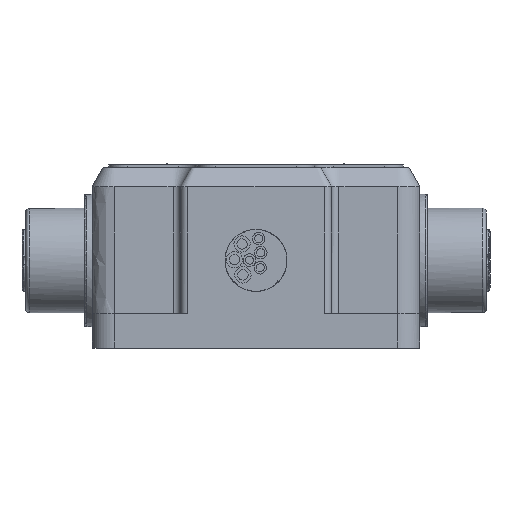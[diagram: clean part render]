
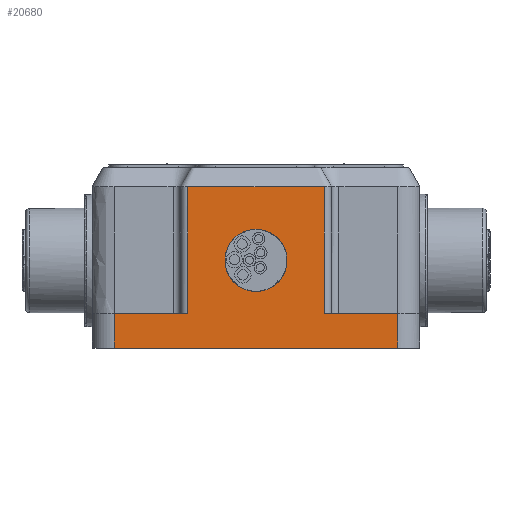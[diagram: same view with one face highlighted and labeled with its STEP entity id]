
A CAD part, front view. The second image highlights one B-rep face of the part: STEP entity #20680.
In plain terms, the highlighted free-form (B-spline) face has degree [1, 1] with [2, 2] control points.
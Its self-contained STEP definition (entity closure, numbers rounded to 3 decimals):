
#20567=CARTESIAN_POINT('',(4.2,0.,11.9));
#20568=VERTEX_POINT('',#20567);
#20569=CARTESIAN_POINT('',(0.,0.,16.1));
#20570=VERTEX_POINT('',#20569);
#20571=CARTESIAN_POINT('',(4.2,0.,11.9));
#20572=CARTESIAN_POINT('',(4.2,0.,16.1));
#20573=CARTESIAN_POINT('',(0.,0.,16.1));
#20574=(BOUNDED_CURVE()B_SPLINE_CURVE(2,(#20571,#20572,#20573),.CIRCULAR_ARC.,.F.,.U.)B_SPLINE_CURVE_WITH_KNOTS((3,3),(0.75,1.),.UNSPECIFIED.)CURVE()GEOMETRIC_REPRESENTATION_ITEM()RATIONAL_B_SPLINE_CURVE((1.,0.707,1.))REPRESENTATION_ITEM(''));
#20575=EDGE_CURVE('',#20568,#20570,#20574,.T.);
#20586=CARTESIAN_POINT('',(0.,0.,16.1));
#20587=CARTESIAN_POINT('',(-4.2,0.,16.1));
#20588=CARTESIAN_POINT('',(-4.2,0.,11.9));
#20589=CARTESIAN_POINT('',(-4.2,0.,7.7));
#20590=CARTESIAN_POINT('',(0.,0.,7.7));
#20591=CARTESIAN_POINT('',(4.2,0.,7.7));
#20592=CARTESIAN_POINT('',(4.2,0.,11.9));
#20593=CARTESIAN_POINT('',(4.2,0.,11.9));
#20594=CARTESIAN_POINT('',(4.2,0.,11.9));
#20595=(BOUNDED_CURVE()B_SPLINE_CURVE(2,(#20586,#20587,#20588,#20589,#20590,#20591,#20592,#20593,#20594),.CIRCULAR_ARC.,.F.,.U.)B_SPLINE_CURVE_WITH_KNOTS((3,2,2,2,3),(0.,0.25,0.5,0.75,0.75),.UNSPECIFIED.)CURVE()GEOMETRIC_REPRESENTATION_ITEM()RATIONAL_B_SPLINE_CURVE((1.,0.707,1.,0.707,1.,0.707,1.,1.,1.))REPRESENTATION_ITEM(''));
#20596=EDGE_CURVE('',#20570,#20568,#20595,.T.);
#20601=CARTESIAN_POINT('',(22.147,0.,-11.196));
#20602=CARTESIAN_POINT('',(-22.147,0.,-11.196));
#20603=CARTESIAN_POINT('',(22.147,0.,33.099));
#20604=CARTESIAN_POINT('',(-22.147,0.,33.099));
#20605=B_SPLINE_SURFACE_WITH_KNOTS('',1,1,((#20601,#20602),(#20603,#20604)),.PLANE_SURF.,.F.,.F.,.U.,(2,2),(2,2),(0.,1.),(0.,1.),.UNSPECIFIED.);
#20606=CARTESIAN_POINT('',(9.251,0.,21.9));
#20607=VERTEX_POINT('',#20606);
#20608=CARTESIAN_POINT('',(-9.25,0.,21.9));
#20609=VERTEX_POINT('',#20608);
#20610=CARTESIAN_POINT('',(9.251,0.,21.9));
#20611=CARTESIAN_POINT('',(6.168,0.,21.9));
#20612=CARTESIAN_POINT('',(1.542,0.,21.9));
#20613=CARTESIAN_POINT('',(-3.083,0.,21.9));
#20614=CARTESIAN_POINT('',(-5.396,0.,21.9));
#20615=CARTESIAN_POINT('',(-6.166,0.,21.9));
#20616=CARTESIAN_POINT('',(-7.323,0.,21.9));
#20617=CARTESIAN_POINT('',(-7.708,0.,21.9));
#20618=CARTESIAN_POINT('',(-8.286,0.,21.9));
#20619=CARTESIAN_POINT('',(-8.575,0.,21.9));
#20620=CARTESIAN_POINT('',(-8.865,0.,21.9));
#20621=CARTESIAN_POINT('',(-9.057,0.,21.9));
#20622=CARTESIAN_POINT('',(-9.154,0.,21.902));
#20623=CARTESIAN_POINT('',(-9.25,0.,21.899));
#20624=B_SPLINE_CURVE_WITH_KNOTS('',3,(#20610,#20611,#20612,#20613,#20614,#20615,#20616,#20617,#20618,#20619,#20620,#20621,#20622,#20623),.UNSPECIFIED.,.F.,.U.,(4,1,2,2,2,1,2,4),(0.,0.009,0.014,0.016,0.017,0.018,0.018,0.019),.UNSPECIFIED.);
#20625=EDGE_CURVE('',#20607,#20609,#20624,.T.);
#20626=ORIENTED_EDGE('',*,*,#20625,.T.);
#20627=CARTESIAN_POINT('',(-9.25,0.,4.7));
#20628=VERTEX_POINT('',#20627);
#20629=CARTESIAN_POINT('',(-9.25,0.,21.9));
#20630=CARTESIAN_POINT('',(-9.25,0.,4.7));
#20631=B_SPLINE_CURVE_WITH_KNOTS('',1,(#20629,#20630),.POLYLINE_FORM.,.F.,.U.,(2,2),(0.,1.),.UNSPECIFIED.);
#20632=EDGE_CURVE('',#20609,#20628,#20631,.T.);
#20633=ORIENTED_EDGE('',*,*,#20632,.T.);
#20634=CARTESIAN_POINT('',(-19.25,0.,4.7));
#20635=VERTEX_POINT('',#20634);
#20636=CARTESIAN_POINT('',(-9.25,0.,4.7));
#20637=CARTESIAN_POINT('',(-19.25,0.,4.7));
#20638=B_SPLINE_CURVE_WITH_KNOTS('',1,(#20636,#20637),.POLYLINE_FORM.,.F.,.U.,(2,2),(0.,1.),.UNSPECIFIED.);
#20639=EDGE_CURVE('',#20628,#20635,#20638,.T.);
#20640=ORIENTED_EDGE('',*,*,#20639,.T.);
#20641=CARTESIAN_POINT('',(-19.25,0.,0.));
#20642=VERTEX_POINT('',#20641);
#20643=CARTESIAN_POINT('',(-19.25,0.,4.7));
#20644=CARTESIAN_POINT('',(-19.25,0.,0.));
#20645=B_SPLINE_CURVE_WITH_KNOTS('',1,(#20643,#20644),.POLYLINE_FORM.,.F.,.U.,(2,2),(0.,1.),.UNSPECIFIED.);
#20646=EDGE_CURVE('',#20635,#20642,#20645,.T.);
#20647=ORIENTED_EDGE('',*,*,#20646,.T.);
#20648=CARTESIAN_POINT('',(19.25,0.,0.));
#20649=VERTEX_POINT('',#20648);
#20650=CARTESIAN_POINT('',(-19.25,0.,0.));
#20651=CARTESIAN_POINT('',(19.25,0.,0.));
#20652=B_SPLINE_CURVE_WITH_KNOTS('',1,(#20650,#20651),.POLYLINE_FORM.,.F.,.U.,(2,2),(0.,1.),.UNSPECIFIED.);
#20653=EDGE_CURVE('',#20642,#20649,#20652,.T.);
#20654=ORIENTED_EDGE('',*,*,#20653,.T.);
#20655=CARTESIAN_POINT('',(19.25,0.,4.7));
#20656=VERTEX_POINT('',#20655);
#20657=CARTESIAN_POINT('',(19.25,0.,0.));
#20658=CARTESIAN_POINT('',(19.25,0.,4.7));
#20659=B_SPLINE_CURVE_WITH_KNOTS('',1,(#20657,#20658),.POLYLINE_FORM.,.F.,.U.,(2,2),(0.,1.),.UNSPECIFIED.);
#20660=EDGE_CURVE('',#20649,#20656,#20659,.T.);
#20661=ORIENTED_EDGE('',*,*,#20660,.T.);
#20662=CARTESIAN_POINT('',(9.25,0.,4.7));
#20663=VERTEX_POINT('',#20662);
#20664=CARTESIAN_POINT('',(19.25,0.,4.7));
#20665=CARTESIAN_POINT('',(9.25,0.,4.7));
#20666=B_SPLINE_CURVE_WITH_KNOTS('',1,(#20664,#20665),.POLYLINE_FORM.,.F.,.U.,(2,2),(0.,1.),.UNSPECIFIED.);
#20667=EDGE_CURVE('',#20656,#20663,#20666,.T.);
#20668=ORIENTED_EDGE('',*,*,#20667,.T.);
#20669=CARTESIAN_POINT('',(9.25,0.,4.7));
#20670=CARTESIAN_POINT('',(9.251,0.,21.9));
#20671=B_SPLINE_CURVE_WITH_KNOTS('',1,(#20669,#20670),.POLYLINE_FORM.,.F.,.U.,(2,2),(0.,1.),.UNSPECIFIED.);
#20672=EDGE_CURVE('',#20663,#20607,#20671,.T.);
#20673=ORIENTED_EDGE('',*,*,#20672,.T.);
#20674=EDGE_LOOP('',(#20626,#20633,#20640,#20647,#20654,#20661,#20668,#20673));
#20675=FACE_OUTER_BOUND('',#20674,.T.);
#20676=ORIENTED_EDGE('',*,*,#20596,.F.);
#20677=ORIENTED_EDGE('',*,*,#20575,.F.);
#20678=EDGE_LOOP('',(#20676,#20677));
#20679=FACE_BOUND('',#20678,.T.);
#20680=ADVANCED_FACE('',(#20675,#20679),#20605,.T.);
